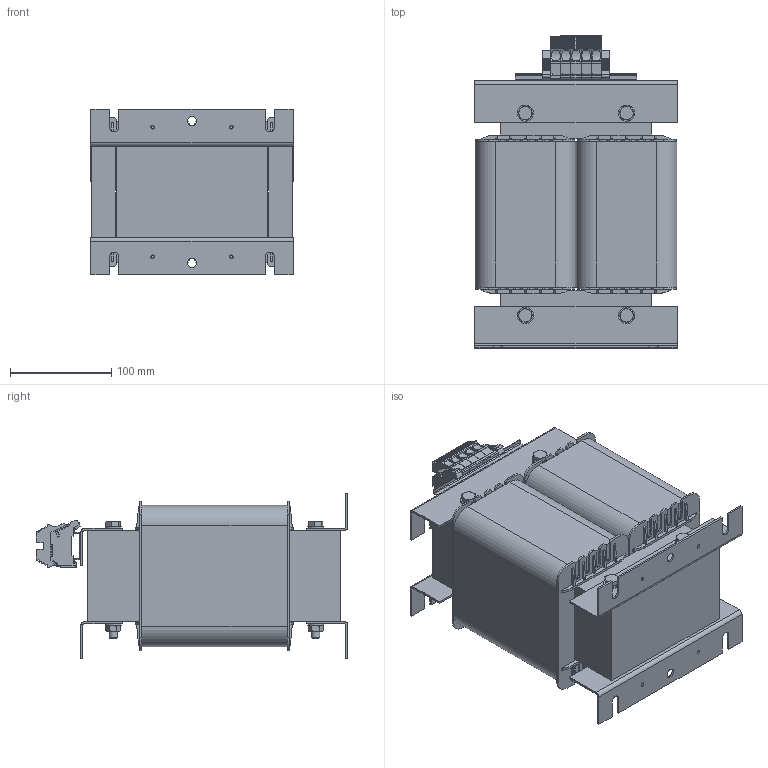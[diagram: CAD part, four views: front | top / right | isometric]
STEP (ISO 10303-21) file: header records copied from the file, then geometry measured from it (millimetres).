
FILE_DESCRIPTION((''),'2;1');
FILE_NAME('PN.NOR.0102-V1.stp','2018-08-01T14:14:39',('acs'),(''),'Autodesk Inventor 2011','Autodesk Inventor 2011','');
FILE_SCHEMA(('AUTOMOTIVE_DESIGN { 1 0 10303 214 1 1 1 1 }'));
Length unit declared in the file: millimetre
Products named in the file (13): TKX3,15; Nucleo 50x90; Carrete 50x90; Brida superior IP23 RC50.; bobina_50x90; Tornillería 50x90UI; DIN 933 - reemplazado por DIN EN 24017 M8  x 110; DIN 125-1 A A 8,4; DIN 934 - reemplazado por DIN EN 24032/28673/28674 M8; AVK 10; AVK 10_Tierra; Guía DIN 120; KD3
Assembly tree (25 placements, depth 3):
  TKX3,15
    Nucleo 50x90
    Carrete 50x90  x2
    Brida superior IP23 RC50.  x4
    bobina_50x90  x2
    Tornillería 50x90UI  x4
      DIN 933 - reemplazado por DIN EN 24017 M8  x 110
      DIN 125-1 A A 8,4
      DIN 934 - reemplazado por DIN EN 24032/28673/28674 M8
    AVK 10  x4
    AVK 10_Tierra
    Guía DIN 120
    KD3  x2
Bounding box: 200 x 308.31 x 164 mm (x, y, z)
Volume: 5525990.7 mm3; surface area: 862970.8 mm2
Topology: 33 solids, 33 shells, 1937 faces, 5531 edges, 3680 vertices
Faces by surface type: plane 1391, cylinder 498, cone 48
Full cylindrical faces by diameter (mm): 3 x6, 3.5 x8, 5.3 x10, 5.8 x2, 6.647 x4, 7.323 x4, 8 x8, 8.4 x8, 9 x12, 11.4 x4, 16 x8
Entity records: 27740 total; most frequent: CARTESIAN_POINT 5274, ORIENTED_EDGE 4728, DIRECTION 4425, EDGE_CURVE 2364, VECTOR 1877, LINE 1877, VERTEX_POINT 1591, AXIS2_PLACEMENT_3D 1274
